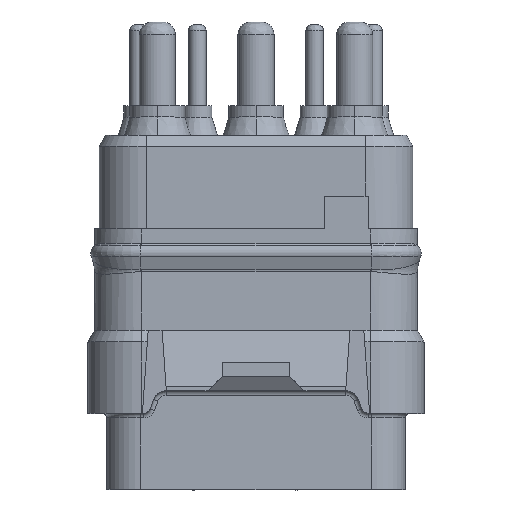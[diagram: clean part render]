
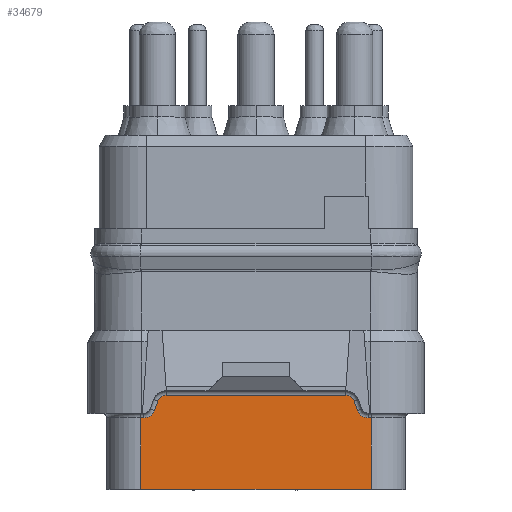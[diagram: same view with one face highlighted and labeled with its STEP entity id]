
A CAD part, top view. The second image highlights one B-rep face of the part: STEP entity #34679.
In plain terms, the highlighted planar face has unit normal (0, 0, 1).
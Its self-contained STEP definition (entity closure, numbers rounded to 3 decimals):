
#2316=DIRECTION('',(-1.,0.,0.));
#2317=VECTOR('',#2316,0.15);
#2318=CARTESIAN_POINT('',(5.15,-1.2,5.775));
#2319=LINE('',#2318,#2317);
#2320=DIRECTION('',(0.,-1.,0.));
#2321=VECTOR('',#2320,3.2);
#2322=CARTESIAN_POINT('',(5.15,-1.2,5.775));
#2323=LINE('',#2322,#2321);
#2324=DIRECTION('',(-1.,0.,0.));
#2325=VECTOR('',#2324,0.15);
#2326=CARTESIAN_POINT('',(-5.,-1.2,5.775));
#2327=LINE('',#2326,#2325);
#2328=CARTESIAN_POINT('',(-5.,-0.7,5.775));
#2329=DIRECTION('',(0.,0.,-1.));
#2330=DIRECTION('',(0.935,-0.354,0.));
#2331=AXIS2_PLACEMENT_3D('',#2328,#2329,#2330);
#2333=DIRECTION('',(-0.354,-0.935,0.));
#2334=VECTOR('',#2333,0.447);
#2335=CARTESIAN_POINT('',(-4.374,-0.459,5.775));
#2336=LINE('',#2335,#2334);
#2337=CARTESIAN_POINT('',(-4.,-0.6,5.775));
#2338=DIRECTION('',(0.,0.,1.));
#2339=DIRECTION('',(0.,1.,0.));
#2340=AXIS2_PLACEMENT_3D('',#2337,#2338,#2339);
#2342=DIRECTION('',(-1.,0.,0.));
#2343=VECTOR('',#2342,8.);
#2344=CARTESIAN_POINT('',(4.,-0.2,5.775));
#2345=LINE('',#2344,#2343);
#2346=CARTESIAN_POINT('',(4.,-0.6,5.775));
#2347=DIRECTION('',(0.,0.,1.));
#2348=DIRECTION('',(0.935,0.354,0.));
#2349=AXIS2_PLACEMENT_3D('',#2346,#2347,#2348);
#2351=DIRECTION('',(-0.354,0.935,0.));
#2352=VECTOR('',#2351,0.447);
#2353=CARTESIAN_POINT('',(4.532,-0.877,5.775));
#2354=LINE('',#2353,#2352);
#2355=CARTESIAN_POINT('',(5.,-0.7,5.775));
#2356=DIRECTION('',(0.,0.,-1.));
#2357=DIRECTION('',(0.,-1.,0.));
#2358=AXIS2_PLACEMENT_3D('',#2355,#2356,#2357);
#2403=DIRECTION('',(-1.,0.,0.));
#2404=VECTOR('',#2403,10.3);
#2405=CARTESIAN_POINT('',(5.15,-4.4,5.775));
#2406=LINE('',#2405,#2404);
#3814=DIRECTION('',(0.,-1.,0.));
#3815=VECTOR('',#3814,3.2);
#3816=CARTESIAN_POINT('',(-5.15,-1.2,5.775));
#3817=LINE('',#3816,#3815);
#25244=CARTESIAN_POINT('',(-5.15,-4.4,5.775));
#25246=VERTEX_POINT('',#25244);
#25258=CARTESIAN_POINT('',(5.15,-4.4,5.775));
#25259=VERTEX_POINT('',#25258);
#26636=CARTESIAN_POINT('',(5.15,-1.2,5.775));
#26637=VERTEX_POINT('',#26636);
#26640=CARTESIAN_POINT('',(5.,-1.2,5.775));
#26641=VERTEX_POINT('',#26640);
#26644=CARTESIAN_POINT('',(4.532,-0.877,5.775));
#26645=VERTEX_POINT('',#26644);
#26648=CARTESIAN_POINT('',(4.374,-0.459,5.775));
#26649=VERTEX_POINT('',#26648);
#26650=CARTESIAN_POINT('',(4.,-0.2,5.775));
#26651=VERTEX_POINT('',#26650);
#26652=CARTESIAN_POINT('',(-4.,-0.2,5.775));
#26653=VERTEX_POINT('',#26652);
#26654=CARTESIAN_POINT('',(-4.374,-0.459,5.775));
#26655=VERTEX_POINT('',#26654);
#26660=CARTESIAN_POINT('',(-4.532,-0.877,5.775));
#26661=VERTEX_POINT('',#26660);
#26664=CARTESIAN_POINT('',(-5.,-1.2,5.775));
#26665=VERTEX_POINT('',#26664);
#26668=CARTESIAN_POINT('',(-5.15,-1.2,5.775));
#26669=VERTEX_POINT('',#26668);
#34657=CARTESIAN_POINT('',(5.15,-1.,5.775));
#34658=DIRECTION('',(0.,0.,1.));
#34659=DIRECTION('',(-1.,0.,0.));
#34660=AXIS2_PLACEMENT_3D('',#34657,#34658,#34659);
#34661=PLANE('',#34660);
#34662=ORIENTED_EDGE('',*,*,#34466,.F.);
#34664=ORIENTED_EDGE('',*,*,#34663,.T.);
#34666=ORIENTED_EDGE('',*,*,#34665,.T.);
#34668=ORIENTED_EDGE('',*,*,#34667,.F.);
#34669=ORIENTED_EDGE('',*,*,#34651,.F.);
#34670=ORIENTED_EDGE('',*,*,#34311,.F.);
#34671=ORIENTED_EDGE('',*,*,#34327,.F.);
#34672=ORIENTED_EDGE('',*,*,#34367,.F.);
#34673=ORIENTED_EDGE('',*,*,#34381,.F.);
#34674=ORIENTED_EDGE('',*,*,#34395,.F.);
#34675=ORIENTED_EDGE('',*,*,#34410,.F.);
#34676=ORIENTED_EDGE('',*,*,#34451,.F.);
#34677=EDGE_LOOP('',(#34662,#34664,#34666,#34668,#34669,#34670,#34671,#34672,
#34673,#34674,#34675,#34676));
#34678=FACE_OUTER_BOUND('',#34677,.F.);
#34679=ADVANCED_FACE('',(#34678),#34661,.T.);
#2332=CIRCLE('',#2331,0.5);
#2341=CIRCLE('',#2340,0.4);
#2350=CIRCLE('',#2349,0.4);
#2359=CIRCLE('',#2358,0.5);
#34311=EDGE_CURVE('',#26661,#26665,#2332,.T.);
#34327=EDGE_CURVE('',#26655,#26661,#2336,.T.);
#34367=EDGE_CURVE('',#26653,#26655,#2341,.T.);
#34381=EDGE_CURVE('',#26651,#26653,#2345,.T.);
#34395=EDGE_CURVE('',#26649,#26651,#2350,.T.);
#34410=EDGE_CURVE('',#26645,#26649,#2354,.T.);
#34451=EDGE_CURVE('',#26641,#26645,#2359,.T.);
#34466=EDGE_CURVE('',#26637,#26641,#2319,.T.);
#34651=EDGE_CURVE('',#26665,#26669,#2327,.T.);
#34663=EDGE_CURVE('',#26637,#25259,#2323,.T.);
#34665=EDGE_CURVE('',#25259,#25246,#2406,.T.);
#34667=EDGE_CURVE('',#26669,#25246,#3817,.T.);
